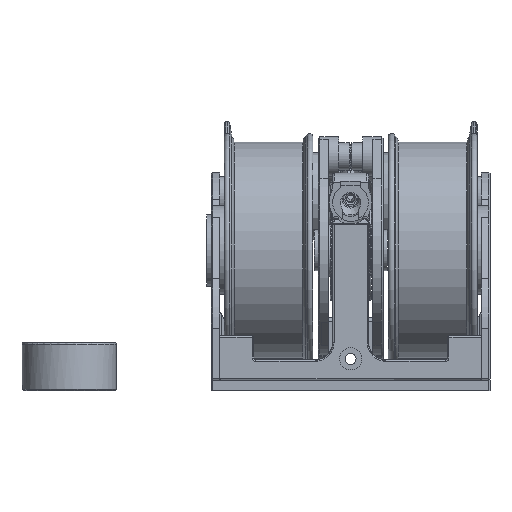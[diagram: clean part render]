
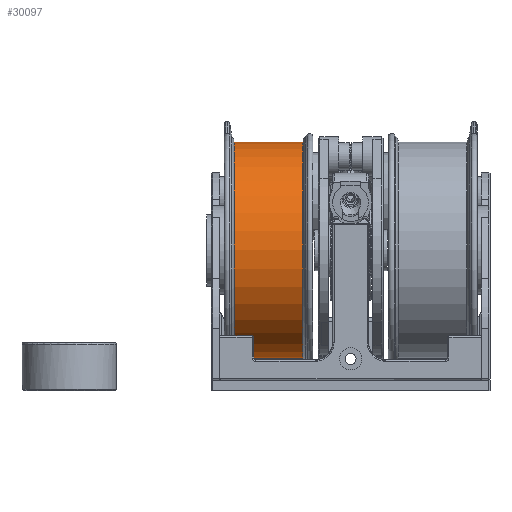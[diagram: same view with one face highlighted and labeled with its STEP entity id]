
A CAD part, front view. The second image highlights one B-rep face of the part: STEP entity #30097.
In plain terms, the highlighted cylindrical face has radius 31.625 mm (diameter 63.25 mm), a full revolution.
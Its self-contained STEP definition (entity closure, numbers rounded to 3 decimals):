
#2502=CYLINDRICAL_SURFACE('',#32258,31.625);
#3097=FACE_OUTER_BOUND('',#4951,.T.);
#4951=EDGE_LOOP('',(#21114,#21115,#21116,#21117));
#7012=LINE('',#43796,#9469);
#9469=VECTOR('',#35559,31.625);
#11805=CIRCLE('',#32256,31.625);
#11807=CIRCLE('',#32259,31.625);
#13149=VERTEX_POINT('',#43790);
#13150=VERTEX_POINT('',#43794);
#16158=EDGE_CURVE('',#13149,#13149,#11805,.T.);
#16160=EDGE_CURVE('',#13150,#13150,#11807,.T.);
#16161=EDGE_CURVE('',#13150,#13149,#7012,.T.);
#21114=ORIENTED_EDGE('',*,*,#16160,.T.);
#21115=ORIENTED_EDGE('',*,*,#16161,.T.);
#21116=ORIENTED_EDGE('',*,*,#16158,.F.);
#21117=ORIENTED_EDGE('',*,*,#16161,.F.);
#30097=ADVANCED_FACE('',(#3097),#2502,.T.);
#32256=AXIS2_PLACEMENT_3D('',#43791,#35551,#35552);
#32258=AXIS2_PLACEMENT_3D('',#43793,#35555,#35556);
#32259=AXIS2_PLACEMENT_3D('',#43795,#35557,#35558);
#35551=DIRECTION('center_axis',(1.,0.,0.));
#35552=DIRECTION('ref_axis',(0.,0.,-1.));
#35555=DIRECTION('center_axis',(1.,0.,0.));
#35556=DIRECTION('ref_axis',(0.,0.,-1.));
#35557=DIRECTION('center_axis',(1.,0.,0.));
#35558=DIRECTION('ref_axis',(0.,0.,-1.));
#35559=DIRECTION('',(1.,0.,0.));
#43790=CARTESIAN_POINT('',(34.023,0.,31.625));
#43791=CARTESIAN_POINT('Origin',(34.023,0.,0.));
#43793=CARTESIAN_POINT('Origin',(24.,0.,0.));
#43794=CARTESIAN_POINT('',(13.977,0.,31.625));
#43795=CARTESIAN_POINT('Origin',(13.977,0.,0.));
#43796=CARTESIAN_POINT('',(24.,0.,31.625));
